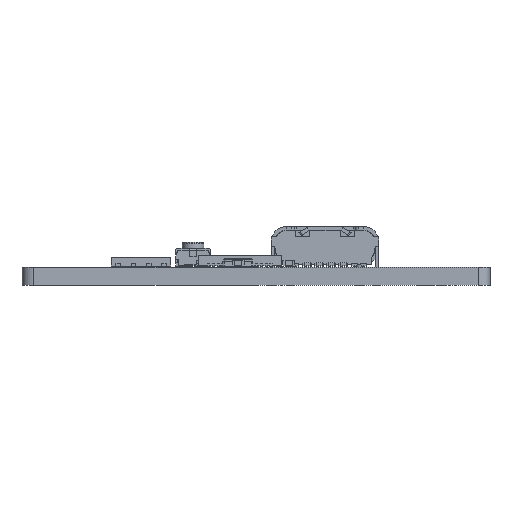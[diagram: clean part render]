
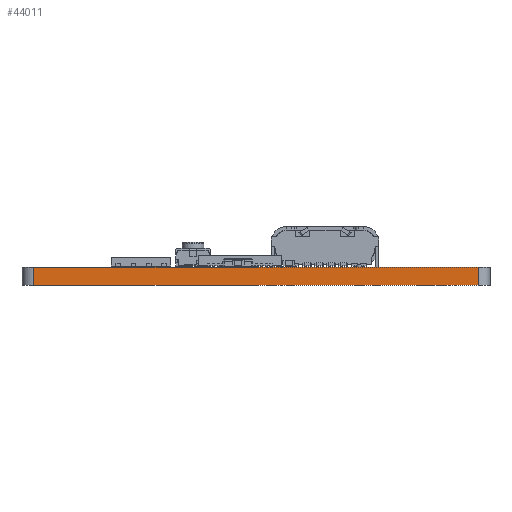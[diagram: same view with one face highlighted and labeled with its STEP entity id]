
A CAD part, left-side view. The second image highlights one B-rep face of the part: STEP entity #44011.
In plain terms, the highlighted planar face has unit normal (-1, 0, 0).
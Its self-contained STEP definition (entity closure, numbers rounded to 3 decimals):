
#43460 = VERTEX_POINT('',#43461);
#43461 = CARTESIAN_POINT('',(45.75,-46.75,0.));
#43468 = EDGE_CURVE('',#43469,#43460,#43471,.T.);
#43469 = VERTEX_POINT('',#43470);
#43470 = CARTESIAN_POINT('',(45.75,-83.75,0.));
#43471 = LINE('',#43472,#43473);
#43472 = CARTESIAN_POINT('',(45.75,-83.75,0.));
#43473 = VECTOR('',#43474,1.);
#43474 = DIRECTION('',(0.,1.,0.));
#43722 = VERTEX_POINT('',#43723);
#43723 = CARTESIAN_POINT('',(45.75,-46.75,1.51));
#43730 = EDGE_CURVE('',#43731,#43722,#43733,.T.);
#43731 = VERTEX_POINT('',#43732);
#43732 = CARTESIAN_POINT('',(45.75,-83.75,1.51));
#43733 = LINE('',#43734,#43735);
#43734 = CARTESIAN_POINT('',(45.75,-83.75,1.51));
#43735 = VECTOR('',#43736,1.);
#43736 = DIRECTION('',(0.,1.,0.));
#43981 = EDGE_CURVE('',#43460,#43722,#43982,.T.);
#43982 = LINE('',#43983,#43984);
#43983 = CARTESIAN_POINT('',(45.75,-46.75,0.));
#43984 = VECTOR('',#43985,1.);
#43985 = DIRECTION('',(0.,0.,1.));
#44011 = ADVANCED_FACE('',(#44012),#44023,.T.);
#44012 = FACE_BOUND('',#44013,.T.);
#44013 = EDGE_LOOP('',(#44014,#44020,#44021,#44022));
#44014 = ORIENTED_EDGE('',*,*,#44015,.T.);
#44015 = EDGE_CURVE('',#43469,#43731,#44016,.T.);
#44016 = LINE('',#44017,#44018);
#44017 = CARTESIAN_POINT('',(45.75,-83.75,0.));
#44018 = VECTOR('',#44019,1.);
#44019 = DIRECTION('',(0.,0.,1.));
#44020 = ORIENTED_EDGE('',*,*,#43730,.T.);
#44021 = ORIENTED_EDGE('',*,*,#43981,.F.);
#44022 = ORIENTED_EDGE('',*,*,#43468,.F.);
#44023 = PLANE('',#44024);
#44024 = AXIS2_PLACEMENT_3D('',#44025,#44026,#44027);
#44025 = CARTESIAN_POINT('',(45.75,-83.75,0.));
#44026 = DIRECTION('',(-1.,0.,0.));
#44027 = DIRECTION('',(0.,1.,0.));
